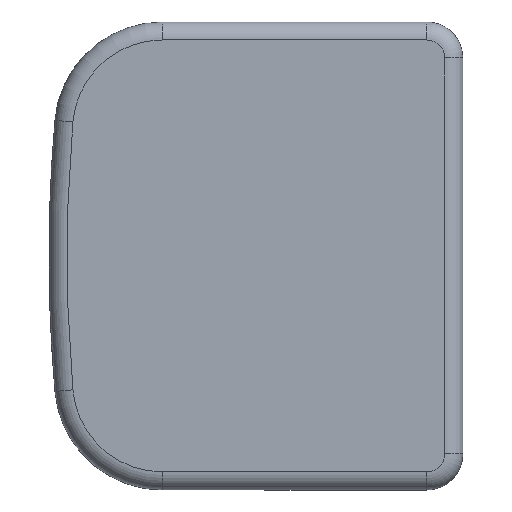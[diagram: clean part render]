
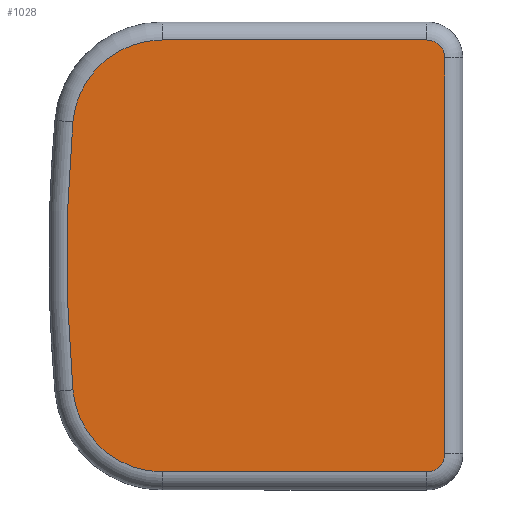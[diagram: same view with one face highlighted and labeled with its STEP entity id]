
A CAD part, top view. The second image highlights one B-rep face of the part: STEP entity #1028.
In plain terms, the highlighted planar face has unit normal (0, 0, 1).
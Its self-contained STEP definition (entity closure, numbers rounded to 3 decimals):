
#349 = CARTESIAN_POINT ( 'NONE',  ( -10.67, -7.443, 7.2 ) ) ;
#350 = CARTESIAN_POINT ( 'NONE',  ( -10.67, 7.443, 7.2 ) ) ;
#351 = DIRECTION ( 'NONE',  ( 0., -1., 0. ) ) ;
#352 = DIRECTION ( 'NONE',  ( 0., 0., 1. ) ) ;
#353 = CARTESIAN_POINT ( 'NONE',  ( 73., 0., 7.2 ) ) ;
#354 = AXIS2_PLACEMENT_3D ( 'NONE', #353, #352, #351 ) ;
#355 = CIRCLE ( 'NONE', #354, 84. ) ;
#356 = DIRECTION ( 'NONE',  ( 0., -1., 0. ) ) ;
#357 = DIRECTION ( 'NONE',  ( 0., 0., 1. ) ) ;
#358 = CARTESIAN_POINT ( 'NONE',  ( -12., 13., 7.2 ) ) ;
#359 = AXIS2_PLACEMENT_3D ( 'NONE', #358, #357, #356 ) ;
#360 = PLANE ( 'NONE',  #359 ) ;
#361 = FACE_OUTER_BOUND ( 'NONE', #1029, .T. ) ;
#396 = CARTESIAN_POINT ( 'NONE',  ( -5.689, -12., 7.2 ) ) ;
#397 = DIRECTION ( 'NONE',  ( 0., -1., 0. ) ) ;
#398 = DIRECTION ( 'NONE',  ( 0., 0., 1. ) ) ;
#399 = CARTESIAN_POINT ( 'NONE',  ( -5.689, -7., 7.2 ) ) ;
#400 = AXIS2_PLACEMENT_3D ( 'NONE', #399, #398, #397 ) ;
#401 = CIRCLE ( 'NONE', #400, 5. ) ;
#503 = ORIENTED_EDGE ( 'NONE', *, *, #506, .T. ) ;
#504 = VERTEX_POINT ( 'NONE', #1153 ) ;
#505 = EDGE_CURVE ( 'NONE', #511, #507, #1114, .T. ) ;
#506 = EDGE_CURVE ( 'NONE', #507, #504, #1109, .T. ) ;
#507 = VERTEX_POINT ( 'NONE', #1105 ) ;
#508 = EDGE_CURVE ( 'NONE', #504, #1032, #1104, .T. ) ;
#509 = ORIENTED_EDGE ( 'NONE', *, *, #508, .T. ) ;
#510 = ORIENTED_EDGE ( 'NONE', *, *, #505, .T. ) ;
#511 = VERTEX_POINT ( 'NONE', #1099 ) ;
#512 = ORIENTED_EDGE ( 'NONE', *, *, #516, .T. ) ;
#516 = EDGE_CURVE ( 'NONE', #529, #511, #1097, .T. ) ;
#529 = VERTEX_POINT ( 'NONE', #1331 ) ;
#532 = EDGE_CURVE ( 'NONE', #537, #529, #1321, .T. ) ;
#533 = EDGE_CURVE ( 'NONE', #1036, #537, #1316, .T. ) ;
#535 = ORIENTED_EDGE ( 'NONE', *, *, #532, .T. ) ;
#536 = ORIENTED_EDGE ( 'NONE', *, *, #533, .T. ) ;
#537 = VERTEX_POINT ( 'NONE', #1312 ) ;
#1028 = ADVANCED_FACE ( 'NONE', ( #361 ), #360, .T. ) ;
#1029 = EDGE_LOOP ( 'NONE', ( #1030, #1034, #536, #535, #512, #510, #503, #509 ) ) ;
#1030 = ORIENTED_EDGE ( 'NONE', *, *, #1031, .T. ) ;
#1031 = EDGE_CURVE ( 'NONE', #1032, #1033, #355, .T. ) ;
#1032 = VERTEX_POINT ( 'NONE', #350 ) ;
#1033 = VERTEX_POINT ( 'NONE', #349 ) ;
#1034 = ORIENTED_EDGE ( 'NONE', *, *, #1035, .T. ) ;
#1035 = EDGE_CURVE ( 'NONE', #1033, #1036, #401, .T. ) ;
#1036 = VERTEX_POINT ( 'NONE', #396 ) ;
#1094 = DIRECTION ( 'NONE',  ( 0., 1., 0. ) ) ;
#1095 = VECTOR ( 'NONE', #1094, 1000. ) ;
#1096 = CARTESIAN_POINT ( 'NONE',  ( 10., 11., 7.2 ) ) ;
#1097 = LINE ( 'NONE', #1096, #1095 ) ;
#1099 = CARTESIAN_POINT ( 'NONE',  ( 10., 11., 7.2 ) ) ;
#1100 = DIRECTION ( 'NONE',  ( 0., -1., 0. ) ) ;
#1101 = DIRECTION ( 'NONE',  ( 0., 0., 1. ) ) ;
#1102 = CARTESIAN_POINT ( 'NONE',  ( -5.689, 7., 7.2 ) ) ;
#1103 = AXIS2_PLACEMENT_3D ( 'NONE', #1102, #1101, #1100 ) ;
#1104 = CIRCLE ( 'NONE', #1103, 5. ) ;
#1105 = CARTESIAN_POINT ( 'NONE',  ( 9., 12., 7.2 ) ) ;
#1106 = DIRECTION ( 'NONE',  ( -1., 0., 0. ) ) ;
#1107 = VECTOR ( 'NONE', #1106, 1000. ) ;
#1108 = CARTESIAN_POINT ( 'NONE',  ( -12., 12., 7.2 ) ) ;
#1109 = LINE ( 'NONE', #1108, #1107 ) ;
#1110 = DIRECTION ( 'NONE',  ( 0., -1., 0. ) ) ;
#1111 = DIRECTION ( 'NONE',  ( 0., 0., 1. ) ) ;
#1112 = CARTESIAN_POINT ( 'NONE',  ( 9., 11., 7.2 ) ) ;
#1113 = AXIS2_PLACEMENT_3D ( 'NONE', #1112, #1111, #1110 ) ;
#1114 = CIRCLE ( 'NONE', #1113, 1. ) ;
#1153 = CARTESIAN_POINT ( 'NONE',  ( -5.689, 12., 7.2 ) ) ;
#1312 = CARTESIAN_POINT ( 'NONE',  ( 9., -12., 7.2 ) ) ;
#1313 = DIRECTION ( 'NONE',  ( 1., 0., 0. ) ) ;
#1314 = VECTOR ( 'NONE', #1313, 1000. ) ;
#1315 = CARTESIAN_POINT ( 'NONE',  ( -12., -12., 7.2 ) ) ;
#1316 = LINE ( 'NONE', #1315, #1314 ) ;
#1317 = DIRECTION ( 'NONE',  ( 0., -1., 0. ) ) ;
#1318 = DIRECTION ( 'NONE',  ( 0., 0., 1. ) ) ;
#1319 = CARTESIAN_POINT ( 'NONE',  ( 9., -11., 7.2 ) ) ;
#1320 = AXIS2_PLACEMENT_3D ( 'NONE', #1319, #1318, #1317 ) ;
#1321 = CIRCLE ( 'NONE', #1320, 1. ) ;
#1331 = CARTESIAN_POINT ( 'NONE',  ( 10., -11., 7.2 ) ) ;
